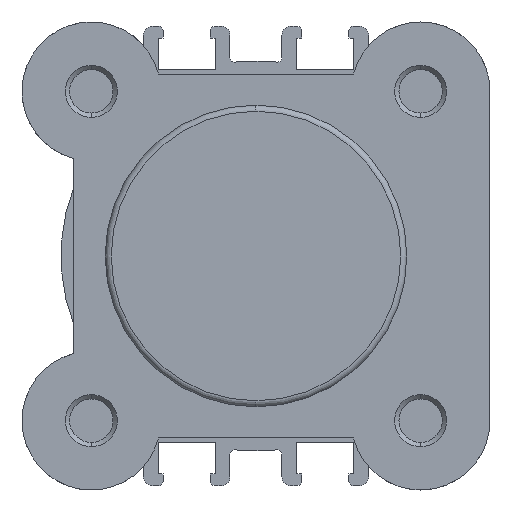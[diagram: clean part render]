
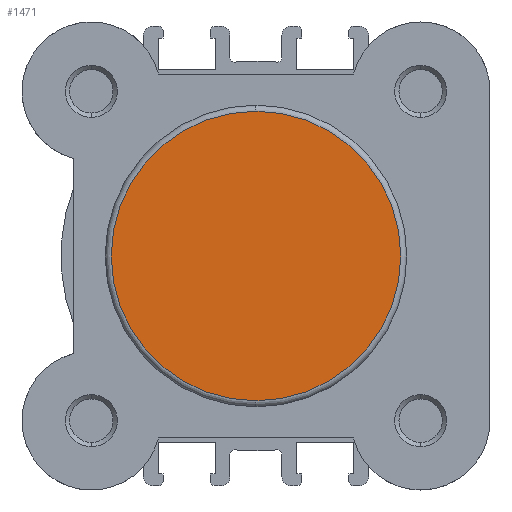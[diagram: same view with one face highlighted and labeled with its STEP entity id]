
A CAD part, left-side view. The second image highlights one B-rep face of the part: STEP entity #1471.
In plain terms, the highlighted planar face has unit normal (-1, 0, 0).
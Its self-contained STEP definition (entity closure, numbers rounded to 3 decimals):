
#304 = VERTEX_POINT ( 'NONE', #671 ) ;
#305 = VERTEX_POINT ( 'NONE', #672 ) ;
#671 = CARTESIAN_POINT ( 'NONE',  ( 0., 0., -16.7 ) ) ;
#672 = CARTESIAN_POINT ( 'NONE',  ( 0., 0., 16.7 ) ) ;
#849 = PLANE ( 'NONE',  #4791 ) ;
#852 = CARTESIAN_POINT ( 'NONE',  ( 0., -17.4, 0. ) ) ;
#862 = DIRECTION ( 'NONE',  ( -1., 0., 0. ) ) ;
#863 = DIRECTION ( 'NONE',  ( 0., 0., 1. ) ) ;
#1471 = ADVANCED_FACE ( 'NONE', ( #2598 ), #849, .T. ) ;
#1684 = ORIENTED_EDGE ( 'NONE', *, *, #4685, .T. ) ;
#2040 = ORIENTED_EDGE ( 'NONE', *, *, #4622, .T. ) ;
#2598 = FACE_OUTER_BOUND ( 'NONE', #6740, .T. ) ;
#4622 = EDGE_CURVE ( 'NONE', #305, #304, #6062, .T. ) ;
#4685 = EDGE_CURVE ( 'NONE', #304, #305, #6153, .T. ) ;
#4791 = AXIS2_PLACEMENT_3D ( 'NONE', #852, #862, #863 ) ;
#5197 = AXIS2_PLACEMENT_3D ( 'NONE', #7076, #7077, #7078 ) ;
#5230 = AXIS2_PLACEMENT_3D ( 'NONE', #7229, #7237, #7238 ) ;
#6062 = CIRCLE ( 'NONE', #5197, 16.7 ) ;
#6153 = CIRCLE ( 'NONE', #5230, 16.7 ) ;
#6740 = EDGE_LOOP ( 'NONE', ( #2040, #1684 ) ) ;
#7076 = CARTESIAN_POINT ( 'NONE',  ( 0., 0., 0. ) ) ;
#7077 = DIRECTION ( 'NONE',  ( -1., 0., 0. ) ) ;
#7078 = DIRECTION ( 'NONE',  ( 0., 0., 1. ) ) ;
#7229 = CARTESIAN_POINT ( 'NONE',  ( 0., 0., 0. ) ) ;
#7237 = DIRECTION ( 'NONE',  ( -1., 0., 0. ) ) ;
#7238 = DIRECTION ( 'NONE',  ( 0., 0., 1. ) ) ;
